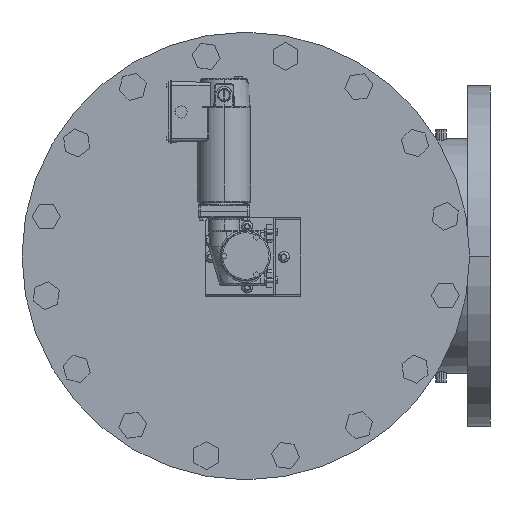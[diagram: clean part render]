
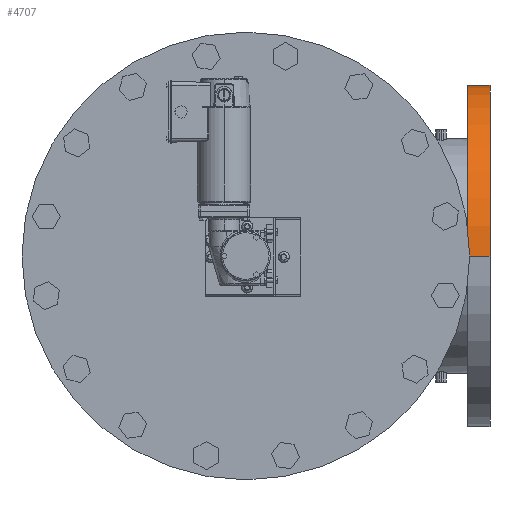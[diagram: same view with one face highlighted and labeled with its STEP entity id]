
A CAD part, left-side view. The second image highlights one B-rep face of the part: STEP entity #4707.
In plain terms, the highlighted cylindrical face has radius 266.7 mm (diameter 533.4 mm), a partial arc.
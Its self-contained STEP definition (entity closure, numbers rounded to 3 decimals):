
#1719 = EDGE_CURVE ( 'NONE', #3306, #16836, #4488, .T. ) ;
#2884 = CARTESIAN_POINT ( 'NONE',  ( 161.557, -381., 0. ) ) ;
#3306 = VERTEX_POINT ( 'NONE', #2884 ) ;
#4426 = DIRECTION ( 'NONE',  ( -1., 0., 0. ) ) ;
#4488 = LINE ( 'NONE', #49410, #31194 ) ;
#4707 = ADVANCED_FACE ( 'NONE', ( #32180 ), #13526, .T. ) ;
#7312 = LINE ( 'NONE', #24234, #37782 ) ;
#8160 = AXIS2_PLACEMENT_3D ( 'NONE', #9546, #26197, #41943 ) ;
#8289 = CARTESIAN_POINT ( 'NONE',  ( 694.957, -345.948, 0. ) ) ;
#8429 = DIRECTION ( 'NONE',  ( 0., 1., 0. ) ) ;
#9210 = DIRECTION ( 'NONE',  ( 0., 1., 0. ) ) ;
#9546 = CARTESIAN_POINT ( 'NONE',  ( 428.257, -345.948, 0. ) ) ;
#12784 = CARTESIAN_POINT ( 'NONE',  ( 428.257, -381., 0. ) ) ;
#13526 = CYLINDRICAL_SURFACE ( 'NONE', #46190, 266.7 ) ;
#13545 = CIRCLE ( 'NONE', #31896, 266.7 ) ;
#15482 = EDGE_CURVE ( 'NONE', #21334, #19560, #7312, .T. ) ;
#16836 = VERTEX_POINT ( 'NONE', #22609 ) ;
#18440 = DIRECTION ( 'NONE',  ( 1., 0., 0. ) ) ;
#19560 = VERTEX_POINT ( 'NONE', #8289 ) ;
#21334 = VERTEX_POINT ( 'NONE', #33213 ) ;
#22469 = CIRCLE ( 'NONE', #8160, 266.7 ) ;
#22609 = CARTESIAN_POINT ( 'NONE',  ( 161.557, -345.948, 0. ) ) ;
#24234 = CARTESIAN_POINT ( 'NONE',  ( 694.957, -381., 0. ) ) ;
#26197 = DIRECTION ( 'NONE',  ( 0., -1., 0. ) ) ;
#28295 = ORIENTED_EDGE ( 'NONE', *, *, #1719, .F. ) ;
#31194 = VECTOR ( 'NONE', #9210, 1000. ) ;
#31896 = AXIS2_PLACEMENT_3D ( 'NONE', #42505, #42661, #18440 ) ;
#32180 = FACE_OUTER_BOUND ( 'NONE', #41602, .T. ) ;
#33213 = CARTESIAN_POINT ( 'NONE',  ( 694.957, -381., 0. ) ) ;
#36022 = ORIENTED_EDGE ( 'NONE', *, *, #15482, .T. ) ;
#36414 = DIRECTION ( 'NONE',  ( 0., 1., 0. ) ) ;
#37782 = VECTOR ( 'NONE', #8429, 1000. ) ;
#41339 = ORIENTED_EDGE ( 'NONE', *, *, #43042, .F. ) ;
#41451 = EDGE_CURVE ( 'NONE', #19560, #16836, #22469, .T. ) ;
#41602 = EDGE_LOOP ( 'NONE', ( #41339, #36022, #52260, #28295 ) ) ;
#41943 = DIRECTION ( 'NONE',  ( 1., 0., 0. ) ) ;
#42505 = CARTESIAN_POINT ( 'NONE',  ( 428.257, -381., 0. ) ) ;
#42661 = DIRECTION ( 'NONE',  ( 0., -1., 0. ) ) ;
#43042 = EDGE_CURVE ( 'NONE', #21334, #3306, #13545, .T. ) ;
#46190 = AXIS2_PLACEMENT_3D ( 'NONE', #12784, #36414, #4426 ) ;
#49410 = CARTESIAN_POINT ( 'NONE',  ( 161.557, -381., 0. ) ) ;
#52260 = ORIENTED_EDGE ( 'NONE', *, *, #41451, .T. ) ;
